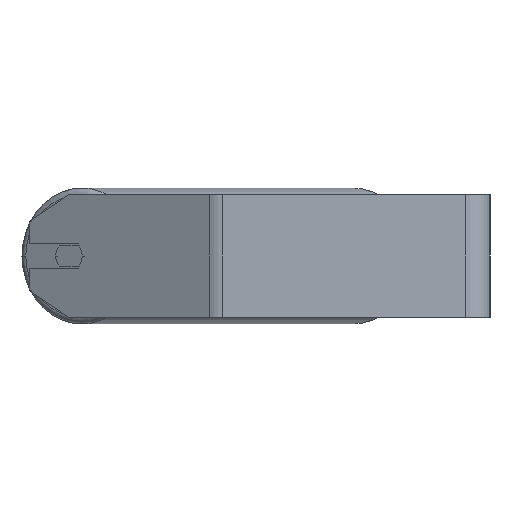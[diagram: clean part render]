
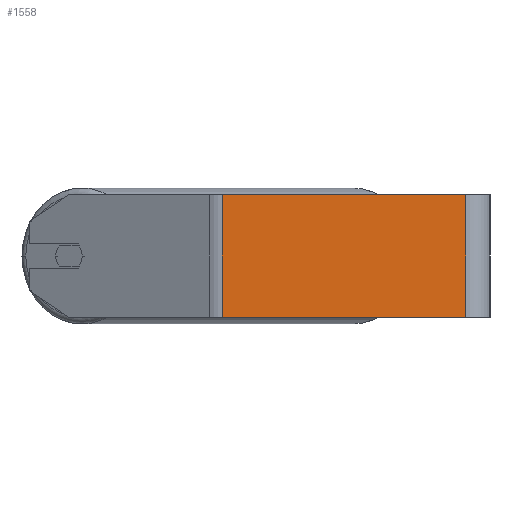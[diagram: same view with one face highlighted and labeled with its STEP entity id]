
A CAD part, left-side view. The second image highlights one B-rep face of the part: STEP entity #1558.
In plain terms, the highlighted planar face has unit normal (-1, 0, 0).
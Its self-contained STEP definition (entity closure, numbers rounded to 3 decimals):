
#70 = LINE ( 'NONE', #4049, #3496 ) ;
#414 = DIRECTION ( 'NONE',  ( 1., 0., 0. ) ) ;
#477 = DIRECTION ( 'NONE',  ( 0., 0., -1. ) ) ;
#763 = AXIS2_PLACEMENT_3D ( 'NONE', #4348, #414, #477 ) ;
#1148 = CARTESIAN_POINT ( 'NONE',  ( -405., 179.703, 40. ) ) ;
#1209 = CARTESIAN_POINT ( 'NONE',  ( -405., 175.416, -40. ) ) ;
#1332 = VECTOR ( 'NONE', #6981, 1000. ) ;
#1440 = CARTESIAN_POINT ( 'NONE',  ( -405., 16., 40. ) ) ;
#1467 = VERTEX_POINT ( 'NONE', #1924 ) ;
#1558 = ADVANCED_FACE ( 'NONE', ( #4416 ), #2685, .F. ) ;
#1753 = DIRECTION ( 'NONE',  ( 0., 0., -1. ) ) ;
#1924 = CARTESIAN_POINT ( 'NONE',  ( -405., 16., -40. ) ) ;
#1965 = ORIENTED_EDGE ( 'NONE', *, *, #2783, .T. ) ;
#2497 = CARTESIAN_POINT ( 'NONE',  ( -405., 179.703, -40. ) ) ;
#2685 = PLANE ( 'NONE',  #763 ) ;
#2732 = VERTEX_POINT ( 'NONE', #6060 ) ;
#2783 = EDGE_CURVE ( 'NONE', #2732, #5248, #70, .T. ) ;
#2988 = EDGE_CURVE ( 'NONE', #5248, #1467, #5450, .T. ) ;
#3256 = VERTEX_POINT ( 'NONE', #3437 ) ;
#3437 = CARTESIAN_POINT ( 'NONE',  ( -405., 16., 40. ) ) ;
#3496 = VECTOR ( 'NONE', #1753, 1000. ) ;
#3944 = EDGE_LOOP ( 'NONE', ( #5423, #5125, #5876, #1965 ) ) ;
#4036 = VECTOR ( 'NONE', #5541, 1000. ) ;
#4049 = CARTESIAN_POINT ( 'NONE',  ( -405., 175.416, 40. ) ) ;
#4348 = CARTESIAN_POINT ( 'NONE',  ( -405., 179.703, 40. ) ) ;
#4416 = FACE_OUTER_BOUND ( 'NONE', #3944, .T. ) ;
#5125 = ORIENTED_EDGE ( 'NONE', *, *, #5611, .F. ) ;
#5248 = VERTEX_POINT ( 'NONE', #1209 ) ;
#5308 = DIRECTION ( 'NONE',  ( 0., -1., 0. ) ) ;
#5336 = EDGE_CURVE ( 'NONE', #2732, #3256, #5510, .T. ) ;
#5423 = ORIENTED_EDGE ( 'NONE', *, *, #2988, .T. ) ;
#5450 = LINE ( 'NONE', #2497, #6835 ) ;
#5510 = LINE ( 'NONE', #1148, #4036 ) ;
#5541 = DIRECTION ( 'NONE',  ( 0., -1., 0. ) ) ;
#5611 = EDGE_CURVE ( 'NONE', #3256, #1467, #7141, .T. ) ;
#5876 = ORIENTED_EDGE ( 'NONE', *, *, #5336, .F. ) ;
#6060 = CARTESIAN_POINT ( 'NONE',  ( -405., 175.416, 40. ) ) ;
#6835 = VECTOR ( 'NONE', #5308, 1000. ) ;
#6981 = DIRECTION ( 'NONE',  ( 0., 0., -1. ) ) ;
#7141 = LINE ( 'NONE', #1440, #1332 ) ;
